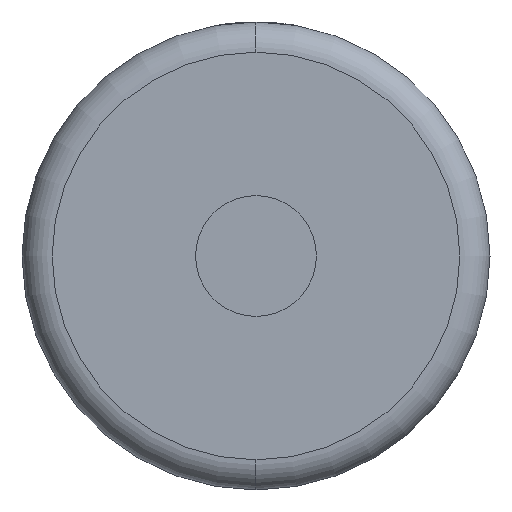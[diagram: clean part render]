
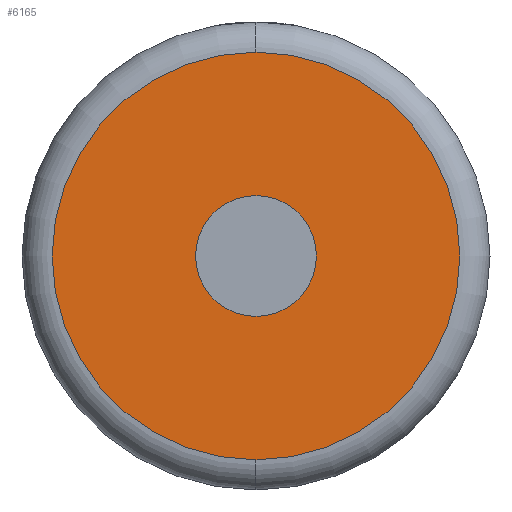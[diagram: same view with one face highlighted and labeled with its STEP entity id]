
A CAD part, left-side view. The second image highlights one B-rep face of the part: STEP entity #6165.
In plain terms, the highlighted planar face has unit normal (-1, 0, 0).
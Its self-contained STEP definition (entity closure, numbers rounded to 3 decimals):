
#12 = EDGE_LOOP ( 'NONE', ( #5588, #1507 ) ) ;
#270 = DIRECTION ( 'NONE',  ( 1., 0., 0. ) ) ;
#283 = FACE_OUTER_BOUND ( 'NONE', #12, .T. ) ;
#777 = VERTEX_POINT ( 'NONE', #6010 ) ;
#830 = EDGE_CURVE ( 'NONE', #5337, #5200, #2835, .T. ) ;
#884 = CARTESIAN_POINT ( 'NONE',  ( 0., 0., 4. ) ) ;
#972 = AXIS2_PLACEMENT_3D ( 'NONE', #2790, #270, #6328 ) ;
#1184 = ORIENTED_EDGE ( 'NONE', *, *, #2956, .F. ) ;
#1392 = DIRECTION ( 'NONE',  ( 0., 0., -1. ) ) ;
#1407 = EDGE_CURVE ( 'NONE', #777, #2789, #1488, .T. ) ;
#1435 = DIRECTION ( 'NONE',  ( -1., 0., 0. ) ) ;
#1488 = CIRCLE ( 'NONE', #3552, 13.5 ) ;
#1507 = ORIENTED_EDGE ( 'NONE', *, *, #1407, .T. ) ;
#1673 = ORIENTED_EDGE ( 'NONE', *, *, #830, .F. ) ;
#1815 = AXIS2_PLACEMENT_3D ( 'NONE', #4888, #5809, #2764 ) ;
#1865 = PLANE ( 'NONE',  #972 ) ;
#2429 = AXIS2_PLACEMENT_3D ( 'NONE', #5505, #5952, #4473 ) ;
#2554 = DIRECTION ( 'NONE',  ( -1., 0., 0. ) ) ;
#2686 = AXIS2_PLACEMENT_3D ( 'NONE', #6436, #1435, #1392 ) ;
#2764 = DIRECTION ( 'NONE',  ( 0., 0., -1. ) ) ;
#2789 = VERTEX_POINT ( 'NONE', #4742 ) ;
#2790 = CARTESIAN_POINT ( 'NONE',  ( 0., 0., 0. ) ) ;
#2835 = CIRCLE ( 'NONE', #2429, 4. ) ;
#2956 = EDGE_CURVE ( 'NONE', #5200, #5337, #5054, .T. ) ;
#3016 = EDGE_CURVE ( 'NONE', #2789, #777, #4961, .T. ) ;
#3552 = AXIS2_PLACEMENT_3D ( 'NONE', #4057, #2554, #4569 ) ;
#3808 = EDGE_LOOP ( 'NONE', ( #1673, #1184 ) ) ;
#4057 = CARTESIAN_POINT ( 'NONE',  ( 0., 0., 0. ) ) ;
#4473 = DIRECTION ( 'NONE',  ( 0., 0., -1. ) ) ;
#4569 = DIRECTION ( 'NONE',  ( 0., 0., -1. ) ) ;
#4742 = CARTESIAN_POINT ( 'NONE',  ( 0., 0., -13.5 ) ) ;
#4888 = CARTESIAN_POINT ( 'NONE',  ( 0., 0., 0. ) ) ;
#4961 = CIRCLE ( 'NONE', #2686, 13.5 ) ;
#5039 = CARTESIAN_POINT ( 'NONE',  ( 0., 0., -4. ) ) ;
#5054 = CIRCLE ( 'NONE', #1815, 4. ) ;
#5200 = VERTEX_POINT ( 'NONE', #884 ) ;
#5337 = VERTEX_POINT ( 'NONE', #5039 ) ;
#5505 = CARTESIAN_POINT ( 'NONE',  ( 0., 0., 0. ) ) ;
#5588 = ORIENTED_EDGE ( 'NONE', *, *, #3016, .T. ) ;
#5809 = DIRECTION ( 'NONE',  ( -1., 0., 0. ) ) ;
#5816 = FACE_BOUND ( 'NONE', #3808, .T. ) ;
#5952 = DIRECTION ( 'NONE',  ( -1., 0., 0. ) ) ;
#6010 = CARTESIAN_POINT ( 'NONE',  ( 0., 0., 13.5 ) ) ;
#6165 = ADVANCED_FACE ( 'NONE', ( #283, #5816 ), #1865, .F. ) ;
#6328 = DIRECTION ( 'NONE',  ( 0., 0., -1. ) ) ;
#6436 = CARTESIAN_POINT ( 'NONE',  ( 0., 0., 0. ) ) ;
